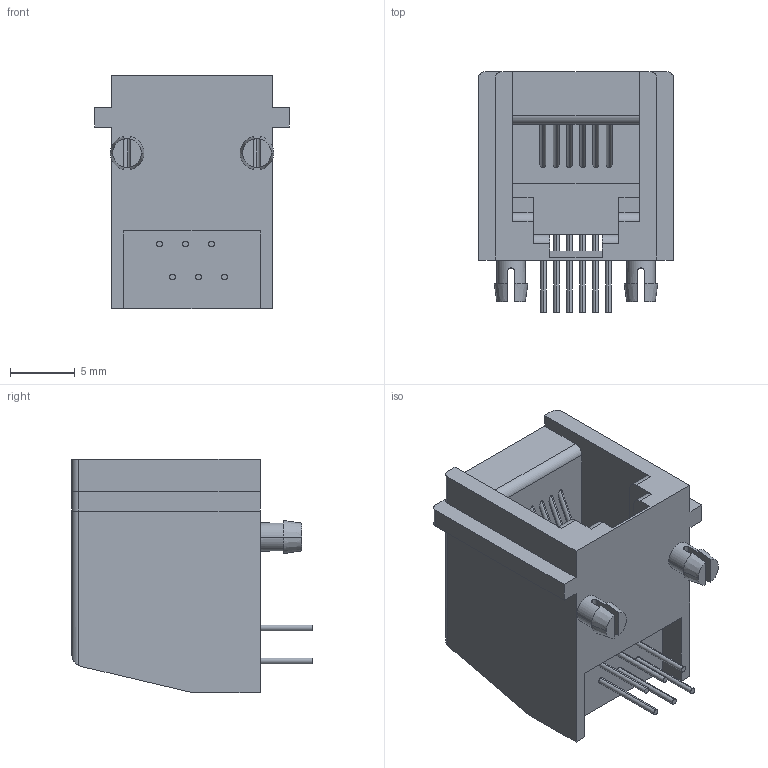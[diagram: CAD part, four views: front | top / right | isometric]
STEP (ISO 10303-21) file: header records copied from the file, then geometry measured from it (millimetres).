
FILE_DESCRIPTION(('CoCreate Modeling STEP Export'),'2;1');
FILE_NAME('TM5RE1-66簡略.stp','2011-06-07T11:06:43',(''),(''),'CoCreate Modeling STEP processor for AP214 (Solid Model)','CoCreate Modeling 17.0 01-Apr-2010 (C) Parametric Technology GmbH','');
FILE_SCHEMA(('AUTOMOTIVE_DESIGN { 1 0 10303 214 1 1 1 1 }'));
Length unit declared in the file: millimetre
Products named in the file (1): TM5RE1-66簡略
Bounding box: 15 x 18.5 x 18 mm (x, y, z)
Volume: 2119.5 mm3; surface area: 1965.1 mm2
Topology: 1 solids, 1 shells, 126 faces, 354 edges, 236 vertices
Faces by surface type: plane 62, cylinder 56, cone 8
Entity records: 4425 total; most frequent: CARTESIAN_POINT 1235, ORIENTED_EDGE 708, DIRECTION 603, EDGE_CURVE 354, VERTEX_POINT 236, VECTOR 207, LINE 207, AXIS2_PLACEMENT_3D 198
